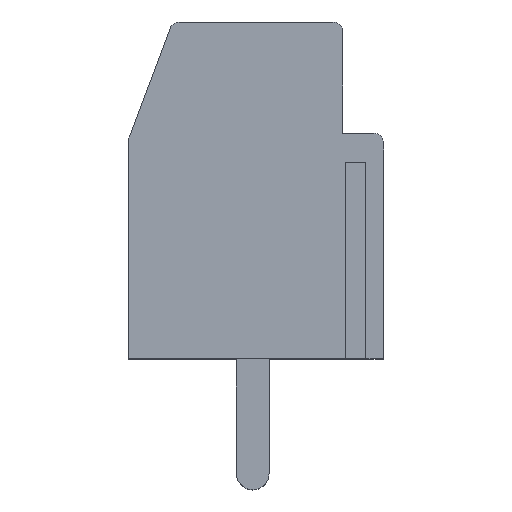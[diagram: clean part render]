
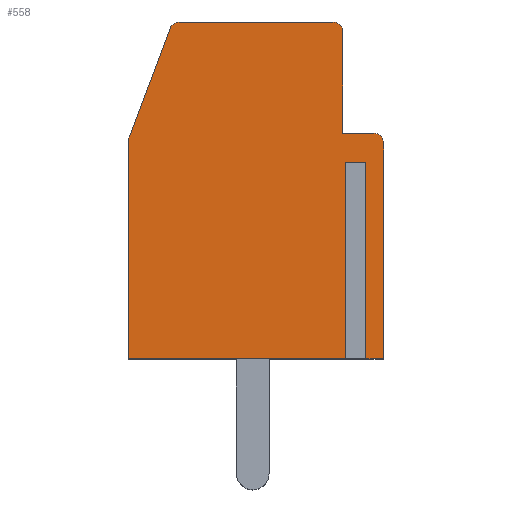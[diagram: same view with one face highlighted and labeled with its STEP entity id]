
A CAD part, top view. The second image highlights one B-rep face of the part: STEP entity #558.
In plain terms, the highlighted planar face has unit normal (0, 0, 1).
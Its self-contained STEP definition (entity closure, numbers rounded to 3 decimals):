
#4 = ORIENTED_EDGE ( 'NONE', *, *, #6486, .T. ) ;
#5 = DIRECTION ( 'NONE',  ( -0.351, -0.936, 0. ) ) ;
#43 = CARTESIAN_POINT ( 'NONE',  ( 1.277, 10.105, -2.5 ) ) ;
#51 = VERTEX_POINT ( 'NONE', #5161 ) ;
#99 = DIRECTION ( 'NONE',  ( 1., 0., 0. ) ) ;
#114 = DIRECTION ( 'NONE',  ( 0., 0., 1. ) ) ;
#139 = CARTESIAN_POINT ( 'NONE',  ( -2.513, 0., -2.5 ) ) ;
#144 = VECTOR ( 'NONE', #5313, 1000. ) ;
#332 = CARTESIAN_POINT ( 'NONE',  ( 0.032, 6.785, -2.5 ) ) ;
#345 = ORIENTED_EDGE ( 'NONE', *, *, #1191, .T. ) ;
#381 = CARTESIAN_POINT ( 'NONE',  ( 6.25, 10.3, -2.5 ) ) ;
#441 = EDGE_CURVE ( 'NONE', #1353, #3538, #1591, .T. ) ;
#451 = CARTESIAN_POINT ( 'NONE',  ( 7.8, 6.6, -2.5 ) ) ;
#452 = PLANE ( 'NONE',  #5174 ) ;
#485 = ORIENTED_EDGE ( 'NONE', *, *, #2038, .T. ) ;
#558 = ADVANCED_FACE ( 'NONE', ( #1942 ), #452, .T. ) ;
#585 = EDGE_CURVE ( 'NONE', #3371, #3347, #2975, .T. ) ;
#781 = DIRECTION ( 'NONE',  ( 0., 0., -1. ) ) ;
#894 = CARTESIAN_POINT ( 'NONE',  ( 7.8, 0., -2.5 ) ) ;
#900 = CIRCLE ( 'NONE', #7267, 0.3 ) ;
#1083 = DIRECTION ( 'NONE',  ( -1., 0., 0. ) ) ;
#1090 = VERTEX_POINT ( 'NONE', #4045 ) ;
#1188 = EDGE_CURVE ( 'NONE', #6837, #3316, #3998, .T. ) ;
#1191 = EDGE_CURVE ( 'NONE', #5922, #1090, #5833, .T. ) ;
#1196 = AXIS2_PLACEMENT_3D ( 'NONE', #1517, #6477, #2268 ) ;
#1252 = LINE ( 'NONE', #8781, #2987 ) ;
#1288 = CARTESIAN_POINT ( 'NONE',  ( 1.277, 10.105, -2.5 ) ) ;
#1315 = CIRCLE ( 'NONE', #1812, 0.5 ) ;
#1353 = VERTEX_POINT ( 'NONE', #6387 ) ;
#1459 = CARTESIAN_POINT ( 'NONE',  ( 0., 0., -2.5 ) ) ;
#1517 = CARTESIAN_POINT ( 'NONE',  ( 7.5, 6.6, -2.5 ) ) ;
#1591 = LINE ( 'NONE', #1939, #3536 ) ;
#1596 = VERTEX_POINT ( 'NONE', #8717 ) ;
#1660 = LINE ( 'NONE', #4010, #8574 ) ;
#1677 = EDGE_CURVE ( 'NONE', #1090, #6837, #1252, .T. ) ;
#1721 = DIRECTION ( 'NONE',  ( 0., 1., 0. ) ) ;
#1797 = CARTESIAN_POINT ( 'NONE',  ( 7.8, 6.9, -2.5 ) ) ;
#1812 = AXIS2_PLACEMENT_3D ( 'NONE', #5066, #781, #5764 ) ;
#1939 = CARTESIAN_POINT ( 'NONE',  ( 6.55, 0., -2.5 ) ) ;
#1942 = FACE_OUTER_BOUND ( 'NONE', #4803, .T. ) ;
#2038 = EDGE_CURVE ( 'NONE', #8563, #5922, #3758, .T. ) ;
#2169 = DIRECTION ( 'NONE',  ( 0., 1., 0. ) ) ;
#2268 = DIRECTION ( 'NONE',  ( -1., 0., 0. ) ) ;
#2317 = DIRECTION ( 'NONE',  ( 1., 0., 0. ) ) ;
#2354 = ORIENTED_EDGE ( 'NONE', *, *, #5415, .T. ) ;
#2523 = CARTESIAN_POINT ( 'NONE',  ( 7.26, 0., -2.5 ) ) ;
#2950 = CARTESIAN_POINT ( 'NONE',  ( -2.513, 10.3, -2.5 ) ) ;
#2975 = LINE ( 'NONE', #43, #6455 ) ;
#2987 = VECTOR ( 'NONE', #8612, 1000. ) ;
#3295 = ORIENTED_EDGE ( 'NONE', *, *, #7672, .T. ) ;
#3316 = VERTEX_POINT ( 'NONE', #4387 ) ;
#3347 = VERTEX_POINT ( 'NONE', #332 ) ;
#3371 = VERTEX_POINT ( 'NONE', #1288 ) ;
#3536 = VECTOR ( 'NONE', #2169, 1000. ) ;
#3538 = VERTEX_POINT ( 'NONE', #7877 ) ;
#3593 = VECTOR ( 'NONE', #1083, 1000. ) ;
#3636 = ORIENTED_EDGE ( 'NONE', *, *, #4696, .T. ) ;
#3697 = EDGE_CURVE ( 'NONE', #7381, #4633, #7826, .T. ) ;
#3758 = LINE ( 'NONE', #7924, #7180 ) ;
#3826 = LINE ( 'NONE', #1797, #3593 ) ;
#3834 = LINE ( 'NONE', #894, #7245 ) ;
#3854 = DIRECTION ( 'NONE',  ( 0., 1., 0. ) ) ;
#3875 = CARTESIAN_POINT ( 'NONE',  ( 1.558, 10., -2.5 ) ) ;
#3998 = LINE ( 'NONE', #5280, #7590 ) ;
#4010 = CARTESIAN_POINT ( 'NONE',  ( 0., 0., -2.5 ) ) ;
#4045 = CARTESIAN_POINT ( 'NONE',  ( 7.26, 6., -2.5 ) ) ;
#4101 = ORIENTED_EDGE ( 'NONE', *, *, #441, .T. ) ;
#4219 = DIRECTION ( 'NONE',  ( 0., 0., -1. ) ) ;
#4303 = EDGE_CURVE ( 'NONE', #1596, #3347, #1315, .T. ) ;
#4387 = CARTESIAN_POINT ( 'NONE',  ( 7.8, 0., -2.5 ) ) ;
#4440 = CARTESIAN_POINT ( 'NONE',  ( 6.64, 6., -2.5 ) ) ;
#4578 = DIRECTION ( 'NONE',  ( -1., 0., 0. ) ) ;
#4607 = EDGE_CURVE ( 'NONE', #51, #1353, #3826, .T. ) ;
#4633 = VERTEX_POINT ( 'NONE', #6055 ) ;
#4696 = EDGE_CURVE ( 'NONE', #1596, #6479, #1660, .T. ) ;
#4803 = EDGE_LOOP ( 'NONE', ( #7909, #5662, #6819, #5837, #3636, #2354, #485, #345, #6543, #7603, #3295, #4, #7943, #4101, #6297 ) ) ;
#5025 = CARTESIAN_POINT ( 'NONE',  ( -2.513, 6., -2.5 ) ) ;
#5066 = CARTESIAN_POINT ( 'NONE',  ( 0.5, 6.609, -2.5 ) ) ;
#5159 = CARTESIAN_POINT ( 'NONE',  ( 0., 0., -2.5 ) ) ;
#5161 = CARTESIAN_POINT ( 'NONE',  ( 7.5, 6.9, -2.5 ) ) ;
#5174 = AXIS2_PLACEMENT_3D ( 'NONE', #139, #114, #99 ) ;
#5213 = CIRCLE ( 'NONE', #1196, 0.3 ) ;
#5280 = CARTESIAN_POINT ( 'NONE',  ( -2.513, 0., -2.5 ) ) ;
#5288 = DIRECTION ( 'NONE',  ( 1., 0., 0. ) ) ;
#5313 = DIRECTION ( 'NONE',  ( 1., 0., 0. ) ) ;
#5415 = EDGE_CURVE ( 'NONE', #6479, #8563, #8093, .T. ) ;
#5488 = AXIS2_PLACEMENT_3D ( 'NONE', #3875, #8589, #4578 ) ;
#5662 = ORIENTED_EDGE ( 'NONE', *, *, #8119, .F. ) ;
#5764 = DIRECTION ( 'NONE',  ( -1., 0., 0. ) ) ;
#5833 = LINE ( 'NONE', #5025, #144 ) ;
#5837 = ORIENTED_EDGE ( 'NONE', *, *, #4303, .F. ) ;
#5922 = VERTEX_POINT ( 'NONE', #4440 ) ;
#6055 = CARTESIAN_POINT ( 'NONE',  ( 1.558, 10.3, -2.5 ) ) ;
#6087 = DIRECTION ( 'NONE',  ( 0., -1., 0. ) ) ;
#6246 = VERTEX_POINT ( 'NONE', #451 ) ;
#6297 = ORIENTED_EDGE ( 'NONE', *, *, #7021, .F. ) ;
#6324 = VECTOR ( 'NONE', #2317, 1000. ) ;
#6387 = CARTESIAN_POINT ( 'NONE',  ( 6.55, 6.9, -2.5 ) ) ;
#6455 = VECTOR ( 'NONE', #5, 1000. ) ;
#6477 = DIRECTION ( 'NONE',  ( 0., 0., 1. ) ) ;
#6479 = VERTEX_POINT ( 'NONE', #1459 ) ;
#6486 = EDGE_CURVE ( 'NONE', #6246, #51, #5213, .T. ) ;
#6543 = ORIENTED_EDGE ( 'NONE', *, *, #1677, .T. ) ;
#6819 = ORIENTED_EDGE ( 'NONE', *, *, #585, .T. ) ;
#6837 = VERTEX_POINT ( 'NONE', #2523 ) ;
#7021 = EDGE_CURVE ( 'NONE', #7381, #3538, #900, .T. ) ;
#7180 = VECTOR ( 'NONE', #1721, 1000. ) ;
#7245 = VECTOR ( 'NONE', #3854, 1000. ) ;
#7267 = AXIS2_PLACEMENT_3D ( 'NONE', #8277, #4219, #8959 ) ;
#7349 = CIRCLE ( 'NONE', #5488, 0.3 ) ;
#7381 = VERTEX_POINT ( 'NONE', #381 ) ;
#7590 = VECTOR ( 'NONE', #5288, 1000. ) ;
#7603 = ORIENTED_EDGE ( 'NONE', *, *, #1188, .T. ) ;
#7672 = EDGE_CURVE ( 'NONE', #3316, #6246, #3834, .T. ) ;
#7826 = LINE ( 'NONE', #2950, #8053 ) ;
#7877 = CARTESIAN_POINT ( 'NONE',  ( 6.55, 10., -2.5 ) ) ;
#7909 = ORIENTED_EDGE ( 'NONE', *, *, #3697, .T. ) ;
#7924 = CARTESIAN_POINT ( 'NONE',  ( 6.64, 0., -2.5 ) ) ;
#7943 = ORIENTED_EDGE ( 'NONE', *, *, #4607, .T. ) ;
#7973 = DIRECTION ( 'NONE',  ( -1., 0., 0. ) ) ;
#8053 = VECTOR ( 'NONE', #7973, 1000. ) ;
#8093 = LINE ( 'NONE', #5159, #6324 ) ;
#8119 = EDGE_CURVE ( 'NONE', #3371, #4633, #7349, .T. ) ;
#8277 = CARTESIAN_POINT ( 'NONE',  ( 6.25, 10., -2.5 ) ) ;
#8500 = CARTESIAN_POINT ( 'NONE',  ( 6.64, 0., -2.5 ) ) ;
#8563 = VERTEX_POINT ( 'NONE', #8500 ) ;
#8574 = VECTOR ( 'NONE', #6087, 1000. ) ;
#8589 = DIRECTION ( 'NONE',  ( 0., 0., -1. ) ) ;
#8612 = DIRECTION ( 'NONE',  ( 0., -1., 0. ) ) ;
#8717 = CARTESIAN_POINT ( 'NONE',  ( 0., 6.609, -2.5 ) ) ;
#8781 = CARTESIAN_POINT ( 'NONE',  ( 7.26, 0., -2.5 ) ) ;
#8959 = DIRECTION ( 'NONE',  ( -1., 0., 0. ) ) ;
